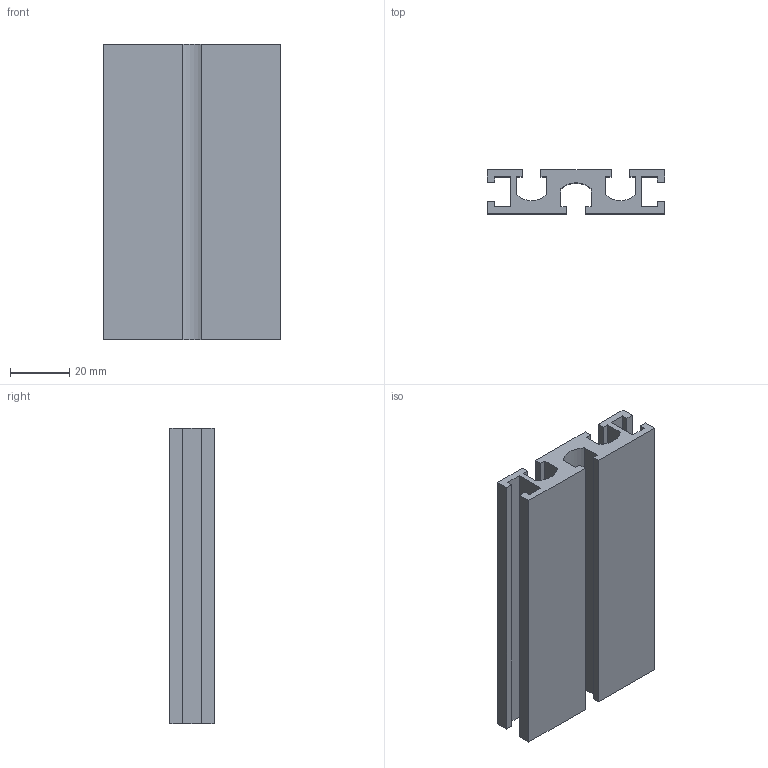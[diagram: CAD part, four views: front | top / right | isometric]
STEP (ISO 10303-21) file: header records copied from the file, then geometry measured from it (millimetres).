
FILE_DESCRIPTION((''),'2;1');
FILE_NAME('AF1560-6.stp','2009-08-25T16:58:52',('Administrator'),(''),'Autodesk Inventor 2008','Autodesk Inventor 2008','');
FILE_SCHEMA(('AUTOMOTIVE_DESIGN { 1 0 10303 214 1 1 1 1 }'));
Length unit declared in the file: millimetre
Products named in the file (1): AF1560-6
Bounding box: 60 x 15 x 100 mm (x, y, z)
Volume: 48053.6 mm3; surface area: 28548.5 mm2
Topology: 1 solids, 1 shells, 46 faces, 132 edges, 88 vertices
Faces by surface type: plane 43, cylinder 3
Entity records: 1508 total; most frequent: CARTESIAN_POINT 267, ORIENTED_EDGE 264, DIRECTION 232, EDGE_CURVE 132, VECTOR 126, LINE 126, VERTEX_POINT 88, AXIS2_PLACEMENT_3D 53
